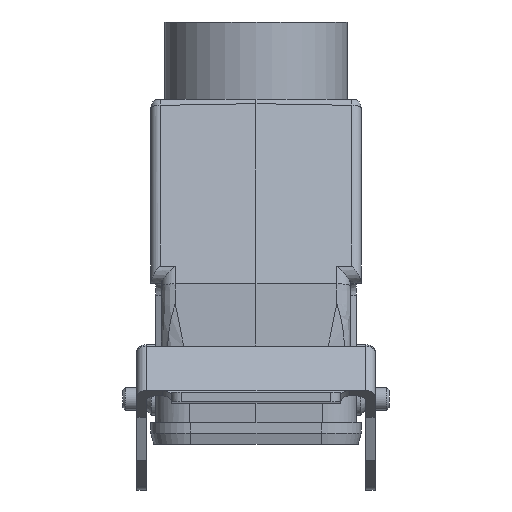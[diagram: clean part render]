
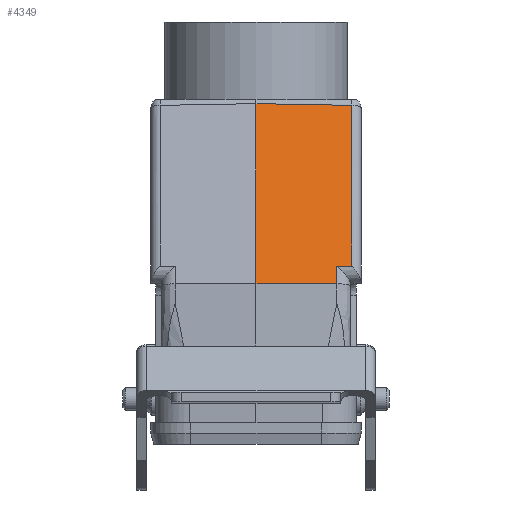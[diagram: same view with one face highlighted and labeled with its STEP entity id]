
A CAD part, left-side view. The second image highlights one B-rep face of the part: STEP entity #4349.
In plain terms, the highlighted planar face has unit normal (-0.966, -0.018, 0.259).
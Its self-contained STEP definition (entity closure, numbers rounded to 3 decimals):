
#1939=CARTESIAN_POINT('',(-24.179,0.,61.368));
#1940=VERTEX_POINT('',#1939);
#2005=CARTESIAN_POINT('',(-23.904,-20.535,61.009));
#2006=VERTEX_POINT('',#2005);
#2022=CARTESIAN_POINT('',(-23.904,-20.535,61.009));
#2023=DIRECTION('',(-0.013,1.,0.017));
#2024=VECTOR('',#2023,20.54);
#2025=LINE('',#2022,#2024);
#2026=EDGE_CURVE('',#2006,#1940,#2025,.T.);
#4143=CARTESIAN_POINT('',(-34.201,-17.302,22.799));
#4144=VERTEX_POINT('',#4143);
#4151=CARTESIAN_POINT('',(-34.5,0.,22.85));
#4152=VERTEX_POINT('',#4151);
#4153=CARTESIAN_POINT('',(-34.201,-17.302,22.799));
#4154=DIRECTION('',(-0.017,1.,0.003));
#4155=VECTOR('',#4154,17.305);
#4156=LINE('',#4153,#4155);
#4157=EDGE_CURVE('',#4144,#4152,#4156,.T.);
#4312=CARTESIAN_POINT('',(-23.782,0.,62.85));
#4313=DIRECTION('',(-0.966,-0.017,0.259));
#4314=DIRECTION('',(0.259,0.,0.966));
#4315=AXIS2_PLACEMENT_3D('',#4312,#4313,#4314);
#4316=PLANE('',#4315);
#4317=CARTESIAN_POINT('',(-34.5,0.,22.85));
#4318=DIRECTION('',(0.259,0.,0.966));
#4319=VECTOR('',#4318,39.877);
#4320=LINE('',#4317,#4319);
#4321=EDGE_CURVE('',#4152,#1940,#4320,.T.);
#4322=ORIENTED_EDGE('',*,*,#4321,.F.);
#4323=ORIENTED_EDGE('',*,*,#4157,.F.);
#4324=CARTESIAN_POINT('',(-33.2,-17.302,26.536));
#4325=VERTEX_POINT('',#4324);
#4326=CARTESIAN_POINT('',(-34.201,-17.302,22.799));
#4327=DIRECTION('',(0.259,0.0,0.966));
#4328=VECTOR('',#4327,3.869);
#4329=LINE('',#4326,#4328);
#4330=EDGE_CURVE('',#4144,#4325,#4329,.T.);
#4331=ORIENTED_EDGE('',*,*,#4330,.T.);
#4332=CARTESIAN_POINT('',(-33.126,-20.535,26.592));
#4333=VERTEX_POINT('',#4332);
#4334=CARTESIAN_POINT('',(-33.2,-17.302,26.536));
#4335=DIRECTION('',(0.023,-1.,0.017));
#4336=VECTOR('',#4335,3.234);
#4337=LINE('',#4334,#4336);
#4338=EDGE_CURVE('',#4325,#4333,#4337,.T.);
#4339=ORIENTED_EDGE('',*,*,#4338,.T.);
#4340=CARTESIAN_POINT('',(-33.126,-20.535,26.592));
#4341=DIRECTION('',(0.259,0.0,0.966));
#4342=VECTOR('',#4341,35.631);
#4343=LINE('',#4340,#4342);
#4344=EDGE_CURVE('',#4333,#2006,#4343,.T.);
#4345=ORIENTED_EDGE('',*,*,#4344,.T.);
#4346=ORIENTED_EDGE('',*,*,#2026,.T.);
#4347=EDGE_LOOP('',(#4322,#4323,#4331,#4339,#4345,#4346));
#4348=FACE_OUTER_BOUND('',#4347,.T.);
#4349=ADVANCED_FACE('',(#4348),#4316,.T.);
